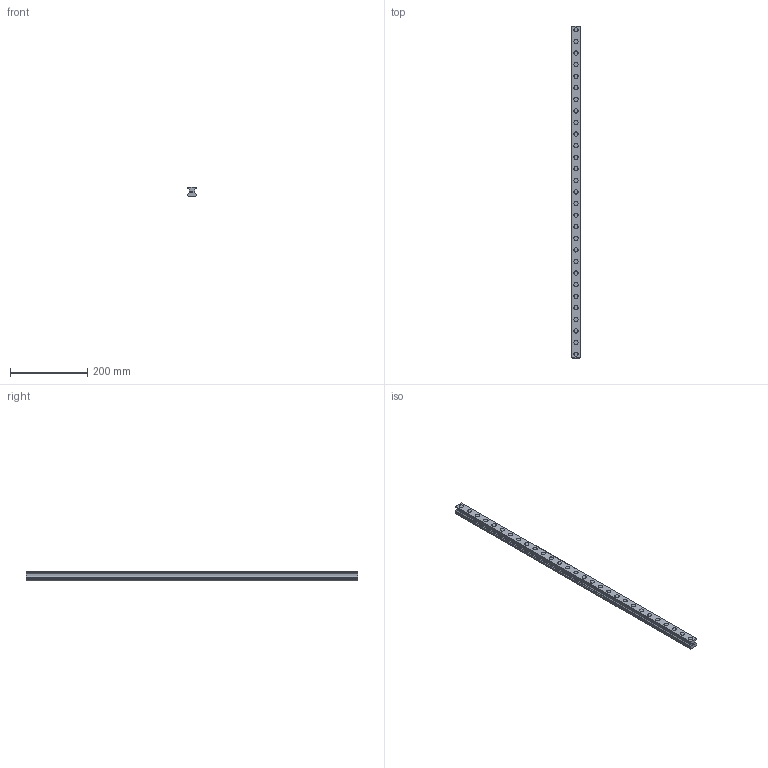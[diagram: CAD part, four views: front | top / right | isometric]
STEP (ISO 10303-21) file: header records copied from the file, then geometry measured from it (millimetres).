
FILE_DESCRIPTION(('STEP AP214'),'1');
FILE_NAME('cctmp_CB286870-6D3B-4DD7-870F-6C0D8C5BA467_2021_03_10_11_33_29_0875..stp','2021-03-10T10:33:30',('HIWIN GmbH'),('CADClick - www.CADClick.com'),'Spatial InterOp 3D',' ','unknown authorization');
FILE_SCHEMA(('AUTOMOTIVE_DESIGN'));
Length unit declared in the file: millimetre
Products named in the file (1): RGR25R860H_FILE
Bounding box: 23 x 860 x 23.6 mm (x, y, z)
Volume: 344431.7 mm3; surface area: 107592.6 mm2
Topology: 1 solids, 1 shells, 378 faces, 855 edges, 570 vertices
Faces by surface type: cylinder 192, plane 186
Entity records: 13771 total; most frequent: DIRECTION 1997, CARTESIAN_POINT 1804, ORIENTED_EDGE 1710, EDGE_CURVE 855, AXIS2_PLACEMENT_3D 763, VERTEX_POINT 570, LINE 471, VECTOR 471
